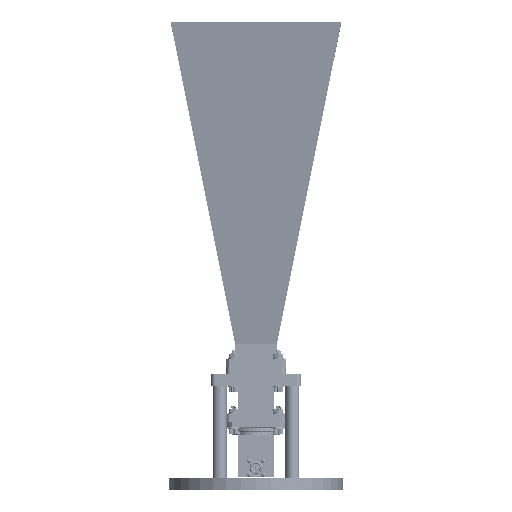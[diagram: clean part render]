
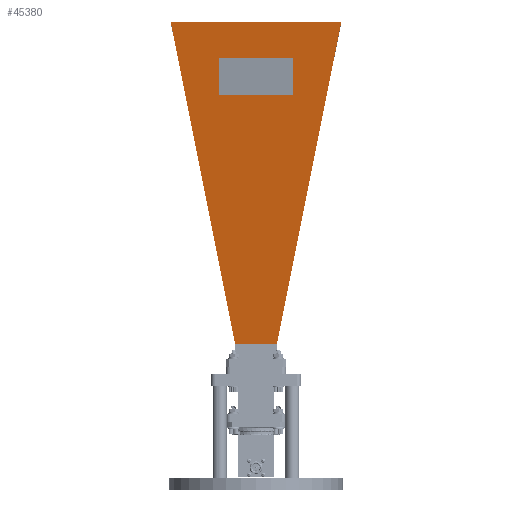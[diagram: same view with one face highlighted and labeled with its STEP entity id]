
A CAD part, top view. The second image highlights one B-rep face of the part: STEP entity #45380.
In plain terms, the highlighted face is planar.
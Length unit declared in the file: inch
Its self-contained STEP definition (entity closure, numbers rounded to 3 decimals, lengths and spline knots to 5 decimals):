
#256 = LINE ( 'NONE', #4667, #17763 ) ;
#1718 = VECTOR ( 'NONE', #49981, 39.37008 ) ;
#1822 = LINE ( 'NONE', #56049, #29893 ) ;
#2409 = CARTESIAN_POINT ( 'NONE',  ( 0.31811, -0.56853, 1.95888 ) ) ;
#3381 = EDGE_CURVE ( 'NONE', #11750, #33550, #256, .T. ) ;
#4667 = CARTESIAN_POINT ( 'NONE',  ( 1.59036, 1., 9.7117 ) ) ;
#4859 = VECTOR ( 'NONE', #27783, 39.37008 ) ;
#5432 = VERTEX_POINT ( 'NONE', #10890 ) ;
#5643 = VECTOR ( 'NONE', #18202, 39.37008 ) ;
#7518 = DIRECTION ( 'NONE',  ( 0.159, 0.194, 0.968 ) ) ;
#8100 = LINE ( 'NONE', #28045, #61159 ) ;
#8465 = ORIENTED_EDGE ( 'NONE', *, *, #3381, .F. ) ;
#8702 = EDGE_LOOP ( 'NONE', ( #58183, #23170, #14758, #56934 ) ) ;
#10137 = EDGE_CURVE ( 'NONE', #32721, #11781, #39677, .T. ) ;
#10242 = VERTEX_POINT ( 'NONE', #25142 ) ;
#10890 = CARTESIAN_POINT ( 'NONE',  ( 1.75229, 2.32096, 10.6985 ) ) ;
#11750 = VERTEX_POINT ( 'NONE', #23704 ) ;
#11781 = VERTEX_POINT ( 'NONE', #20187 ) ;
#14144 = VERTEX_POINT ( 'NONE', #38745 ) ;
#14749 = ORIENTED_EDGE ( 'NONE', *, *, #27054, .F. ) ;
#14758 = ORIENTED_EDGE ( 'NONE', *, *, #57112, .T. ) ;
#15758 = AXIS2_PLACEMENT_3D ( 'NONE', #33423, #57830, #18502 ) ;
#16081 = EDGE_LOOP ( 'NONE', ( #37670, #8465, #14749, #33392 ) ) ;
#17763 = VECTOR ( 'NONE', #18921, 39.37008 ) ;
#17803 = LINE ( 'NONE', #47642, #38817 ) ;
#18202 = DIRECTION ( 'NONE',  ( 0., 1., 0. ) ) ;
#18222 = VERTEX_POINT ( 'NONE', #33370 ) ;
#18502 = DIRECTION ( 'NONE',  ( -0.162, 0., -0.987 ) ) ;
#18921 = DIRECTION ( 'NONE',  ( 0.162, 0., 0.987 ) ) ;
#20187 = CARTESIAN_POINT ( 'NONE',  ( 0.31811, 0.56853, 1.95888 ) ) ;
#23170 = ORIENTED_EDGE ( 'NONE', *, *, #53682, .T. ) ;
#23704 = CARTESIAN_POINT ( 'NONE',  ( 1.42842, 1., 8.7249 ) ) ;
#24491 = FACE_OUTER_BOUND ( 'NONE', #8702, .T. ) ;
#25142 = CARTESIAN_POINT ( 'NONE',  ( 1.75229, -2.32096, 10.6985 ) ) ;
#27054 = EDGE_CURVE ( 'NONE', #14144, #11750, #36945, .T. ) ;
#27152 = CARTESIAN_POINT ( 'NONE',  ( 1.75229, 0., 10.6985 ) ) ;
#27783 = DIRECTION ( 'NONE',  ( 0., -1., 0. ) ) ;
#28045 = CARTESIAN_POINT ( 'NONE',  ( 1.75229, -2.32096, 10.6985 ) ) ;
#29893 = VECTOR ( 'NONE', #7518, 39.37008 ) ;
#32721 = VERTEX_POINT ( 'NONE', #2409 ) ;
#33370 = CARTESIAN_POINT ( 'NONE',  ( 1.59036, -1., 9.7117 ) ) ;
#33392 = ORIENTED_EDGE ( 'NONE', *, *, #46431, .F. ) ;
#33423 = CARTESIAN_POINT ( 'NONE',  ( 1.03285, 0., 6.31438 ) ) ;
#33550 = VERTEX_POINT ( 'NONE', #48308 ) ;
#36945 = LINE ( 'NONE', #42334, #5643 ) ;
#37670 = ORIENTED_EDGE ( 'NONE', *, *, #39335, .F. ) ;
#38745 = CARTESIAN_POINT ( 'NONE',  ( 1.42842, -1., 8.7249 ) ) ;
#38817 = VECTOR ( 'NONE', #57162, 39.37008 ) ;
#39335 = EDGE_CURVE ( 'NONE', #33550, #18222, #17803, .T. ) ;
#39677 = LINE ( 'NONE', #59000, #62661 ) ;
#41078 = LINE ( 'NONE', #54726, #1718 ) ;
#42334 = CARTESIAN_POINT ( 'NONE',  ( 1.42842, -1., 8.7249 ) ) ;
#45074 = DIRECTION ( 'NONE',  ( 0., 1., 0. ) ) ;
#45380 = ADVANCED_FACE ( 'NONE', ( #48959, #24491 ), #57524, .T. ) ;
#46431 = EDGE_CURVE ( 'NONE', #18222, #14144, #41078, .T. ) ;
#47642 = CARTESIAN_POINT ( 'NONE',  ( 1.59036, -1., 9.7117 ) ) ;
#48308 = CARTESIAN_POINT ( 'NONE',  ( 1.59036, 1., 9.7117 ) ) ;
#48959 = FACE_BOUND ( 'NONE', #16081, .T. ) ;
#49981 = DIRECTION ( 'NONE',  ( -0.162, 0., -0.987 ) ) ;
#51686 = EDGE_CURVE ( 'NONE', #10242, #32721, #8100, .T. ) ;
#53682 = EDGE_CURVE ( 'NONE', #11781, #5432, #1822, .T. ) ;
#54726 = CARTESIAN_POINT ( 'NONE',  ( 1.59036, -1., 9.7117 ) ) ;
#56049 = CARTESIAN_POINT ( 'NONE',  ( 0.31811, 0.56853, 1.95888 ) ) ;
#56934 = ORIENTED_EDGE ( 'NONE', *, *, #51686, .T. ) ;
#57112 = EDGE_CURVE ( 'NONE', #5432, #10242, #61437, .T. ) ;
#57162 = DIRECTION ( 'NONE',  ( 0., -1., 0. ) ) ;
#57524 = PLANE ( 'NONE',  #15758 ) ;
#57830 = DIRECTION ( 'NONE',  ( 0.987, 0., -0.162 ) ) ;
#58183 = ORIENTED_EDGE ( 'NONE', *, *, #10137, .T. ) ;
#59000 = CARTESIAN_POINT ( 'NONE',  ( 0.31811, 0., 1.95888 ) ) ;
#61159 = VECTOR ( 'NONE', #61697, 39.37008 ) ;
#61437 = LINE ( 'NONE', #27152, #4859 ) ;
#61697 = DIRECTION ( 'NONE',  ( -0.159, 0.194, -0.968 ) ) ;
#62661 = VECTOR ( 'NONE', #45074, 39.37008 ) ;
